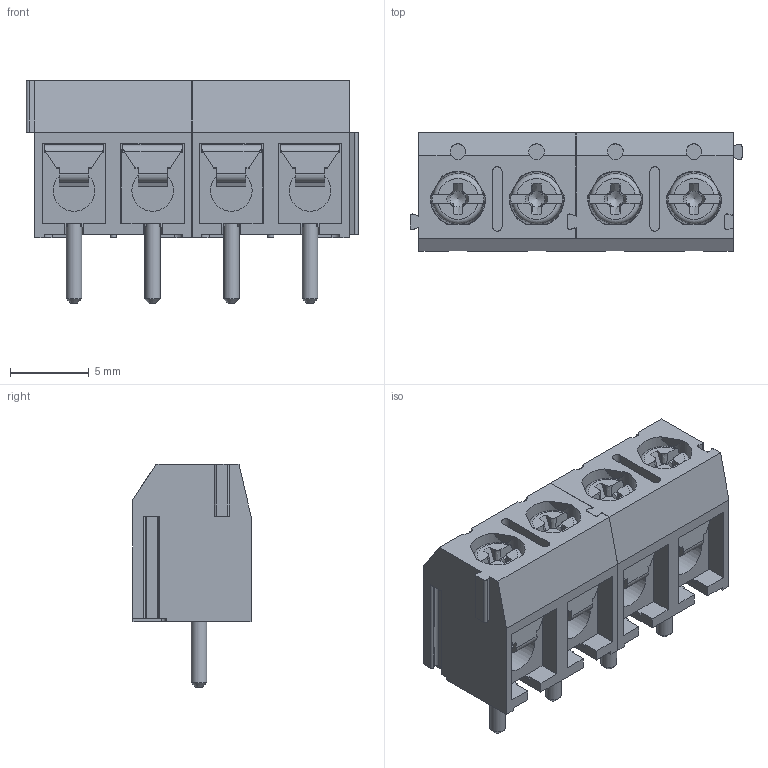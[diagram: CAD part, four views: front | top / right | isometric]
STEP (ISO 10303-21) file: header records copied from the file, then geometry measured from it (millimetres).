
FILE_DESCRIPTION( ( 'STEP AP214' ), '1' );
FILE_NAME( 'MA412-500M04-20230302.stp', '2023-03-02T05:15:33', ( ' ' ), ( ' ' ), 'XStep 1.0', ' ', ' ' );
FILE_SCHEMA( ( 'CONFIG_CONTROL_DESIGN) ( )' ) );
Length unit declared in the file: metre
Products named in the file (1): 1
Bounding box: 21.1 x 7.5 x 14.2 mm (x, y, z)
Volume: 1165.4 mm3; surface area: 2172.7 mm2
Topology: 1 solids, 1 shells, 456 faces, 1286 edges, 850 vertices
Faces by surface type: plane 314, cylinder 86, cone 28, bspline 16, torus 12
Full cylindrical faces by diameter (mm): 1 x8, 2.51 x4, 2.65 x4, 3.5 x4
Entity records: 18570 total; most frequent: CARTESIAN_POINT 3569, ORIENTED_EDGE 2436, DIRECTION 2212, EDGE_CURVE 1218, VERTEX_POINT 822, LINE 786, VECTOR 786, AXIS2_PLACEMENT_3D 713
